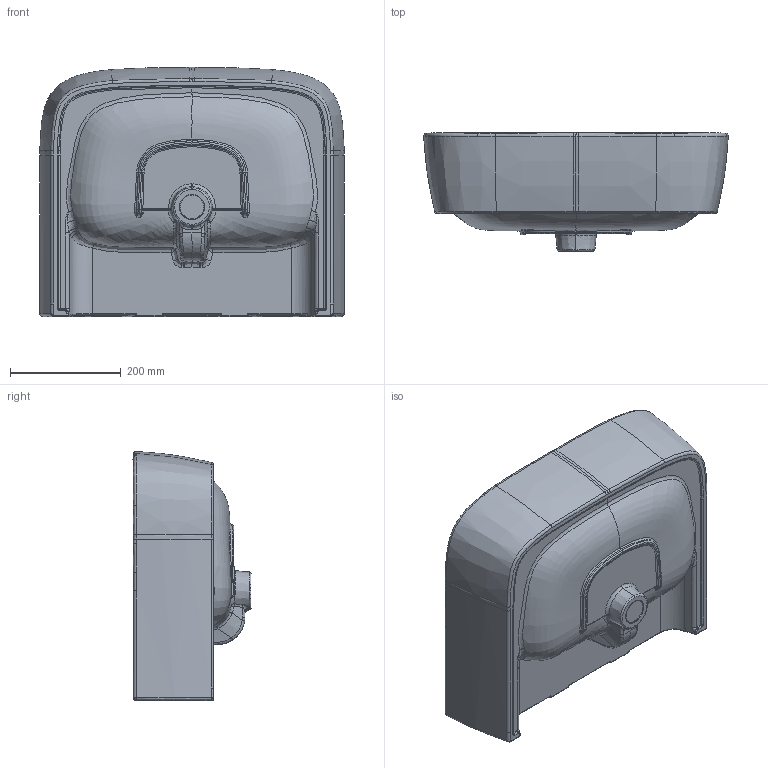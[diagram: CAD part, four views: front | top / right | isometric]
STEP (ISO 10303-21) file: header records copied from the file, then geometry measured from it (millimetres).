
FILE_DESCRIPTION((''),'2;1');
FILE_NAME('K-77767K-8_SOLID','2017-10-19T',('ko35559'),('Kohler Company'),'CREO PARAMETRIC BY PTC INC, 2016130','CREO PARAMETRIC BY PTC INC, 2016130','');
FILE_SCHEMA(('CONFIG_CONTROL_DESIGN'));
Length unit declared in the file: millimetre
Products named in the file (1): K-77767K-8_SOLID
Bounding box: 550.85 x 213.37 x 450.4 mm (x, y, z)
Volume: 14389098.3 mm3; surface area: 892393.6 mm2
Topology: 1 solids, 1 shells, 635 faces, 1662 edges, 1029 vertices
Faces by surface type: bspline 470, cylinder 94, plane 31, torus 22, extrusion 14, sphere 4
Entity records: 54200 total; most frequent: CARTESIAN_POINT 42844, ORIENTED_EDGE 3312, EDGE_CURVE 1656, B_SPLINE_CURVE_WITH_KNOTS 1327, VERTEX_POINT 1029, DIRECTION 827, EDGE_LOOP 641, FACE_OUTER_BOUND 635
